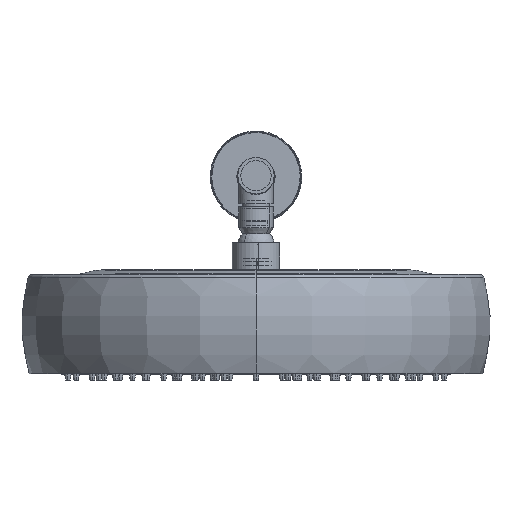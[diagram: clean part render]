
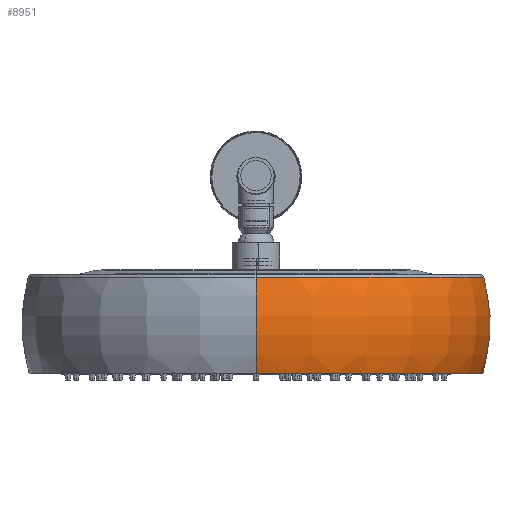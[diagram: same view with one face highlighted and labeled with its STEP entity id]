
A CAD part, top view. The second image highlights one B-rep face of the part: STEP entity #8951.
In plain terms, the highlighted toroidal (fillet/blend) face has major radius 63.441 mm and minor radius 92.565 mm.
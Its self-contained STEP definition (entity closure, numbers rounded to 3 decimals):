
#779 = ORIENTED_EDGE ( 'NONE', *, *, #7280, .F. ) ;
#933 = DIRECTION ( 'NONE',  ( 0., 0., 1. ) ) ;
#967 = DIRECTION ( 'NONE',  ( 0., 0., 1. ) ) ;
#990 = AXIS2_PLACEMENT_3D ( 'NONE', #12644, #8447, #5493 ) ;
#1325 = EDGE_CURVE ( 'NONE', #10862, #5944, #8055, .T. ) ;
#1854 = CARTESIAN_POINT ( 'NONE',  ( 0., -98.166, 476.191 ) ) ;
#2040 = CIRCLE ( 'NONE', #990, 92.565 ) ;
#2826 = CARTESIAN_POINT ( 'NONE',  ( 0., -98.166, 412.75 ) ) ;
#2878 = CARTESIAN_POINT ( 'NONE',  ( 0., -67.367, 412.75 ) ) ;
#2948 = ORIENTED_EDGE ( 'NONE', *, *, #8233, .T. ) ;
#3189 = DIRECTION ( 'NONE',  ( 0., 1., 0. ) ) ;
#3306 = VERTEX_POINT ( 'NONE', #7585 ) ;
#3452 = DIRECTION ( 'NONE',  ( 0., 0., 1. ) ) ;
#4443 = TOROIDAL_SURFACE ( 'NONE', #5871, 63.441, 92.565 ) ;
#4592 = CARTESIAN_POINT ( 'NONE',  ( 0., -67.367, 563.482 ) ) ;
#4888 = DIRECTION ( 'NONE',  ( 0., 0., 1. ) ) ;
#5019 = ORIENTED_EDGE ( 'NONE', *, *, #1325, .F. ) ;
#5360 = CARTESIAN_POINT ( 'NONE',  ( 0., -130.966, 412.75 ) ) ;
#5493 = DIRECTION ( 'NONE',  ( 0., 0., -1. ) ) ;
#5871 = AXIS2_PLACEMENT_3D ( 'NONE', #2826, #10853, #4888 ) ;
#5944 = VERTEX_POINT ( 'NONE', #9424 ) ;
#6038 = DIRECTION ( 'NONE',  ( 0., 1., 0. ) ) ;
#6538 = ORIENTED_EDGE ( 'NONE', *, *, #11220, .T. ) ;
#6619 = CARTESIAN_POINT ( 'NONE',  ( 0., -130.966, 562.75 ) ) ;
#6858 = DIRECTION ( 'NONE',  ( -1., 0., 0. ) ) ;
#7280 = EDGE_CURVE ( 'NONE', #12350, #10862, #8980, .T. ) ;
#7585 = CARTESIAN_POINT ( 'NONE',  ( 0., -130.966, 262.75 ) ) ;
#8055 = CIRCLE ( 'NONE', #9719, 150.732 ) ;
#8233 = EDGE_CURVE ( 'NONE', #12350, #3306, #11708, .T. ) ;
#8447 = DIRECTION ( 'NONE',  ( 1., 0., 0. ) ) ;
#8951 = ADVANCED_FACE ( 'NONE', ( #12827 ), #4443, .T. ) ;
#8980 = CIRCLE ( 'NONE', #11504, 92.565 ) ;
#9069 = EDGE_LOOP ( 'NONE', ( #2948, #6538, #5019, #779 ) ) ;
#9424 = CARTESIAN_POINT ( 'NONE',  ( 0., -67.367, 262.018 ) ) ;
#9719 = AXIS2_PLACEMENT_3D ( 'NONE', #2878, #6038, #967 ) ;
#10853 = DIRECTION ( 'NONE',  ( 0., 1., 0. ) ) ;
#10862 = VERTEX_POINT ( 'NONE', #4592 ) ;
#11220 = EDGE_CURVE ( 'NONE', #3306, #5944, #2040, .T. ) ;
#11316 = AXIS2_PLACEMENT_3D ( 'NONE', #5360, #3189, #3452 ) ;
#11504 = AXIS2_PLACEMENT_3D ( 'NONE', #1854, #6858, #933 ) ;
#11708 = CIRCLE ( 'NONE', #11316, 150. ) ;
#12350 = VERTEX_POINT ( 'NONE', #6619 ) ;
#12644 = CARTESIAN_POINT ( 'NONE',  ( 0., -98.166, 349.309 ) ) ;
#12827 = FACE_OUTER_BOUND ( 'NONE', #9069, .T. ) ;
